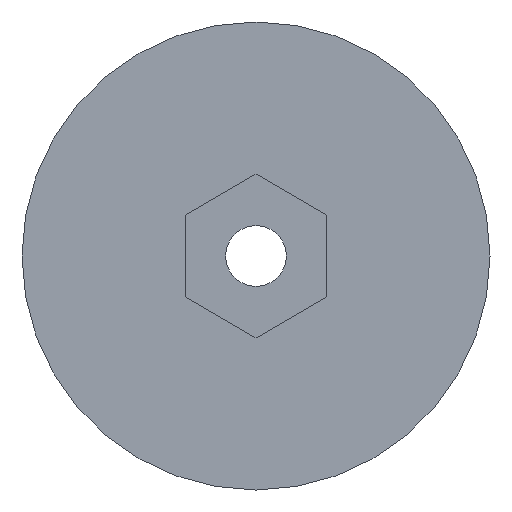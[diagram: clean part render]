
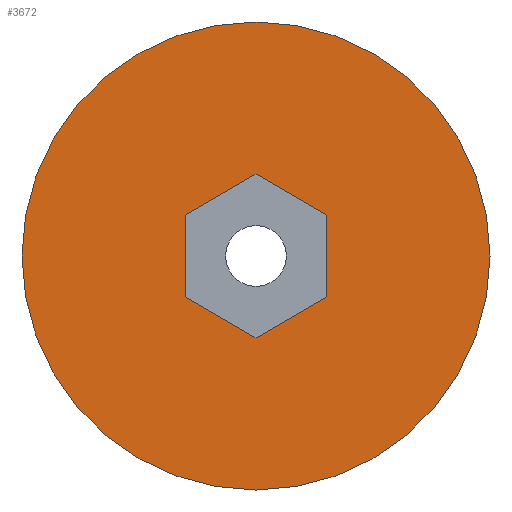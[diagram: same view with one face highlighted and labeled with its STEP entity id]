
A CAD part, left-side view. The second image highlights one B-rep face of the part: STEP entity #3672.
In plain terms, the highlighted planar face has unit normal (-1, 0, 0).
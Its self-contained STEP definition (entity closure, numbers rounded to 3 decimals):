
#115=CARTESIAN_POINT('',(0.,0.,0.));
#116=DIRECTION('',(-1.,0.,0.));
#117=DIRECTION('',(0.,1.,0.));
#118=AXIS2_PLACEMENT_3D('',#115,#116,#117);
#120=CARTESIAN_POINT('',(0.,0.,0.));
#121=DIRECTION('',(-1.,0.,0.));
#122=DIRECTION('',(0.,-1.,0.));
#123=AXIS2_PLACEMENT_3D('',#120,#121,#122);
#125=DIRECTION('',(0.,-0.866,-0.5));
#126=VECTOR('',#125,1.443);
#127=CARTESIAN_POINT('',(0.,0.,1.443));
#128=LINE('',#127,#126);
#129=DIRECTION('',(0.,-0.866,0.5));
#130=VECTOR('',#129,1.443);
#131=CARTESIAN_POINT('',(0.,1.25,0.722));
#132=LINE('',#131,#130);
#133=DIRECTION('',(0.,0.,1.));
#134=VECTOR('',#133,1.443);
#135=CARTESIAN_POINT('',(0.,1.25,-0.722));
#136=LINE('',#135,#134);
#137=DIRECTION('',(0.,0.866,0.5));
#138=VECTOR('',#137,1.443);
#139=CARTESIAN_POINT('',(0.,0.,-1.443));
#140=LINE('',#139,#138);
#141=DIRECTION('',(0.,0.866,-0.5));
#142=VECTOR('',#141,1.443);
#143=CARTESIAN_POINT('',(0.,-1.25,-0.722));
#144=LINE('',#143,#142);
#145=DIRECTION('',(0.,0.,-1.));
#146=VECTOR('',#145,1.443);
#147=CARTESIAN_POINT('',(0.,-1.25,0.722));
#148=LINE('',#147,#146);
#3584=CARTESIAN_POINT('',(0.,0.,1.443));
#3585=CARTESIAN_POINT('',(0.,-1.25,0.722));
#3586=VERTEX_POINT('',#3584);
#3587=VERTEX_POINT('',#3585);
#3588=CARTESIAN_POINT('',(0.,-1.25,-0.722));
#3589=VERTEX_POINT('',#3588);
#3590=CARTESIAN_POINT('',(0.,0.,-1.443));
#3591=VERTEX_POINT('',#3590);
#3592=CARTESIAN_POINT('',(0.,1.25,-0.722));
#3593=VERTEX_POINT('',#3592);
#3594=CARTESIAN_POINT('',(0.,1.25,0.722));
#3595=VERTEX_POINT('',#3594);
#3612=CARTESIAN_POINT('',(0.,4.123,0.));
#3613=CARTESIAN_POINT('',(0.,-4.123,0.));
#3614=VERTEX_POINT('',#3612);
#3615=VERTEX_POINT('',#3613);
#3647=CARTESIAN_POINT('',(0.,0.,0.));
#3648=DIRECTION('',(1.,0.,0.));
#3649=DIRECTION('',(0.,-1.,0.));
#3650=AXIS2_PLACEMENT_3D('',#3647,#3648,#3649);
#3651=PLANE('',#3650);
#3653=ORIENTED_EDGE('',*,*,#3652,.F.);
#3655=ORIENTED_EDGE('',*,*,#3654,.F.);
#3656=EDGE_LOOP('',(#3653,#3655));
#3657=FACE_OUTER_BOUND('',#3656,.F.);
#3659=ORIENTED_EDGE('',*,*,#3658,.F.);
#3661=ORIENTED_EDGE('',*,*,#3660,.F.);
#3663=ORIENTED_EDGE('',*,*,#3662,.F.);
#3665=ORIENTED_EDGE('',*,*,#3664,.F.);
#3667=ORIENTED_EDGE('',*,*,#3666,.F.);
#3669=ORIENTED_EDGE('',*,*,#3668,.F.);
#3670=EDGE_LOOP('',(#3659,#3661,#3663,#3665,#3667,#3669));
#3671=FACE_BOUND('',#3670,.F.);
#119=CIRCLE('',#118,4.123);
#124=CIRCLE('',#123,4.123);
#3652=EDGE_CURVE('',#3614,#3615,#119,.T.);
#3654=EDGE_CURVE('',#3615,#3614,#124,.T.);
#3658=EDGE_CURVE('',#3586,#3587,#128,.T.);
#3660=EDGE_CURVE('',#3595,#3586,#132,.T.);
#3662=EDGE_CURVE('',#3593,#3595,#136,.T.);
#3664=EDGE_CURVE('',#3591,#3593,#140,.T.);
#3666=EDGE_CURVE('',#3589,#3591,#144,.T.);
#3668=EDGE_CURVE('',#3587,#3589,#148,.T.);
#3672=ADVANCED_FACE('',(#3657,#3671),#3651,.F.);
